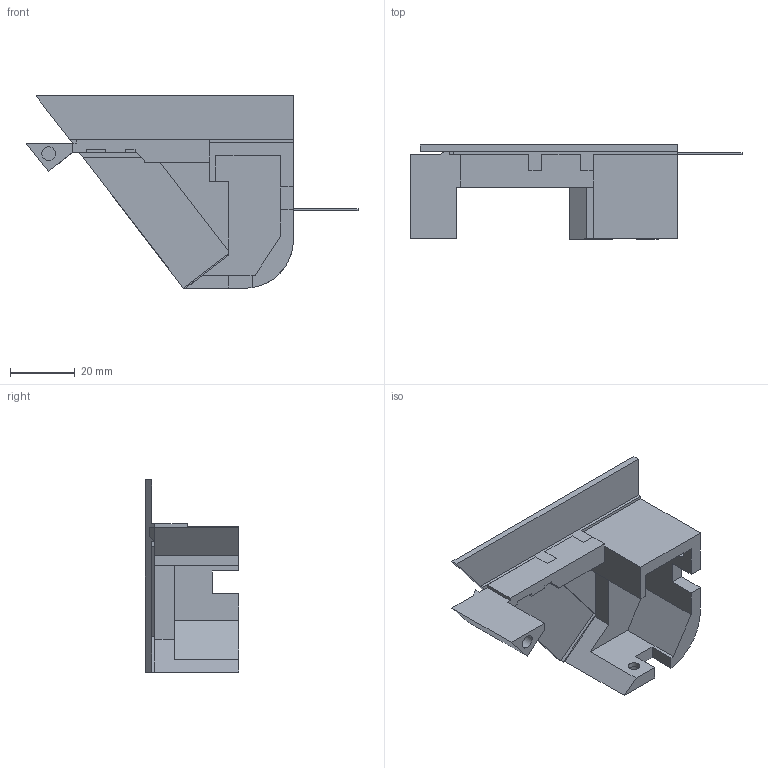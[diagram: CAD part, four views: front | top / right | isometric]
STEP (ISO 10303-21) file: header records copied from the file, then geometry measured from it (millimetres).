
FILE_DESCRIPTION(/* description */ (''),/* implementation_level */ '2;1');
FILE_NAME(/* name */ 'no_finger_upper_palm.stp',/* time_stamp */ '2025-01-01T17:39:32-05:00',/* author */ ('Kenny'),/* organization */ (''),/* preprocessor_version */ 'ST-DEVELOPER v20',/* originating_system */ 'Autodesk Inventor 2025',/* authorisation */ '');
FILE_SCHEMA (('AUTOMOTIVE_DESIGN { 1 0 10303 214 3 1 1 }'));
Length unit declared in the file: millimetre
Products named in the file (4): side_assembly_MIR; hard_no_fingers_top_MIR; soft_no_fingers_top_MIR; soft_no_fingers_higher_flow_MIR
Assembly tree (3 placements, depth 2):
  side_assembly_MIR
    hard_no_fingers_top_MIR
    soft_no_fingers_top_MIR
    soft_no_fingers_higher_flow_MIR
Bounding box: 102.75 x 29 x 59.5 mm (x, y, z)
Volume: 29158.1 mm3; surface area: 24129.8 mm2
Topology: 3 solids, 3 shells, 163 faces, 463 edges, 309 vertices
Faces by surface type: plane 154, cylinder 9
Full cylindrical faces by diameter (mm): 0.606 x1, 3.6 x2, 4.3 x1, 6 x2
Entity records: 5487 total; most frequent: CARTESIAN_POINT 942, ORIENTED_EDGE 926, DIRECTION 822, EDGE_CURVE 463, LINE 444, VECTOR 444, VERTEX_POINT 307, AXIS2_PLACEMENT_3D 189
